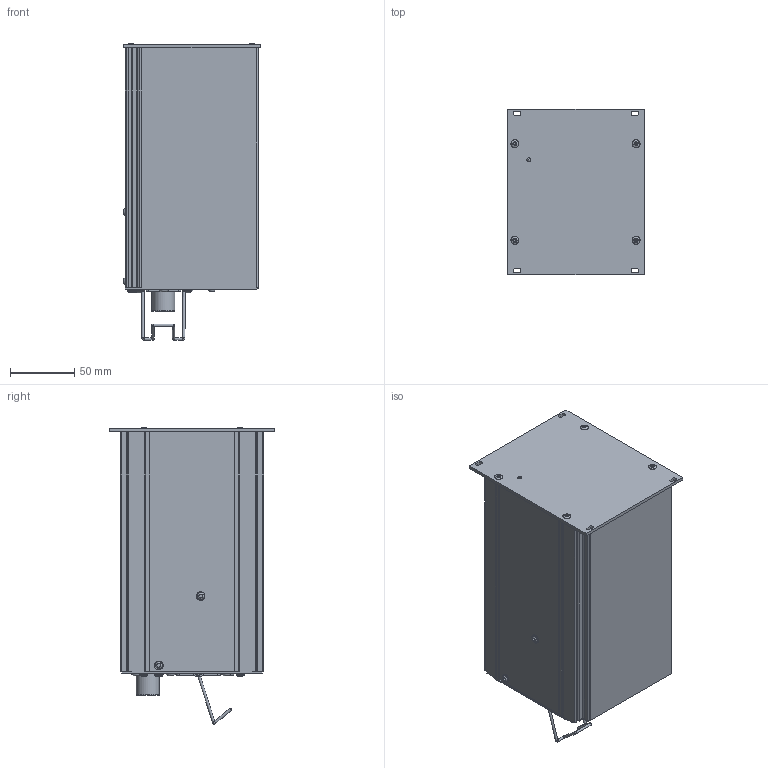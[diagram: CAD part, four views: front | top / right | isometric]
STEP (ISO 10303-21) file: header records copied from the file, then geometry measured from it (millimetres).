
FILE_DESCRIPTION((''),'2;1');
FILE_NAME('PM902067.stp','2009-09-08T13:22:36',('LEIB'),(''),'Autodesk Inventor 2009','Autodesk Inventor 2009','');
FILE_SCHEMA(('AUTOMOTIVE_DESIGN { 1 0 10303 214 1 1 1 1 }'));
Length unit declared in the file: millimetre
Products named in the file (1): Bauteil1
Bounding box: 106.4 x 128.4 x 230.66 mm (x, y, z)
Volume: 2123293 mm3; surface area: 153980.8 mm2
Topology: 1 solids, 8 shells, 685 faces, 1859 edges, 1205 vertices
Faces by surface type: plane 308, torus 153, cylinder 107, cone 85, bspline 18, sphere 14
Full cylindrical faces by diameter (mm): 2 x7, 2.8 x3, 3 x9, 3.4 x4, 6 x10, 6.7 x4, 18 x1
Entity records: 25354 total; most frequent: CARTESIAN_POINT 7944, DIRECTION 3501, ORIENTED_EDGE 3454, EDGE_CURVE 1727, AXIS2_PLACEMENT_3D 1408, VERTEX_POINT 1163, EDGE_LOOP 835, VECTOR 685
